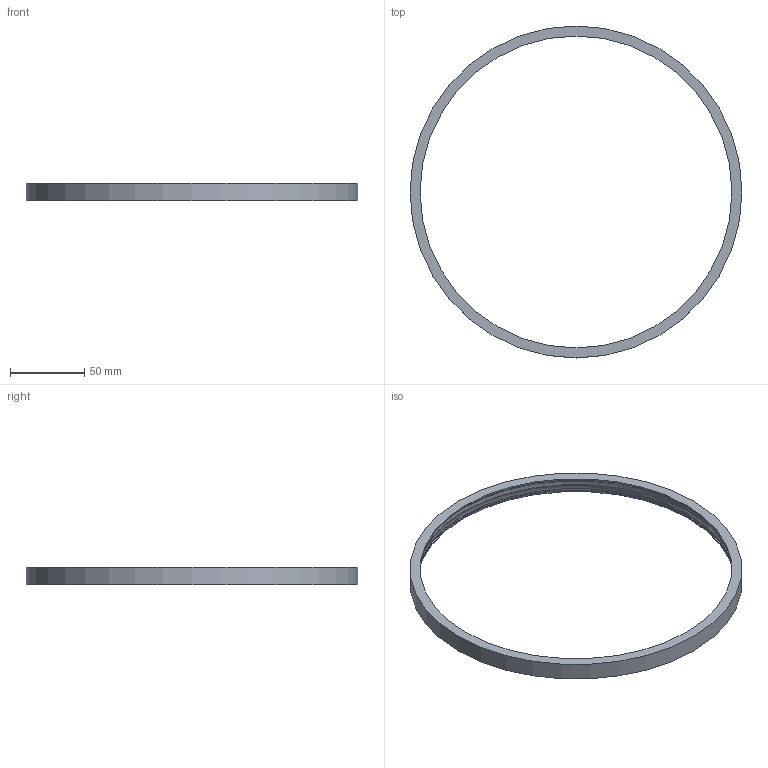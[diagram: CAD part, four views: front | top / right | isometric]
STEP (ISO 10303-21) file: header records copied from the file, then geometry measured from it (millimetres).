
FILE_DESCRIPTION(/* description */ (''),/* implementation_level */ '2;1');
FILE_NAME(/* name */ 'Ayva 5L Lock-Ring Pail Lid Lock-Ring.step',/* time_stamp */ '2023-10-30T15:58:51+11:00',/* author */ (''),/* organization */ (''),/* preprocessor_version */ 'ST-DEVELOPER v20',/* originating_system */ 'Autodesk Translation Framework v12.14.0.127',/* authorisation */ '');
FILE_SCHEMA (('AUTOMOTIVE_DESIGN { 1 0 10303 214 3 1 1 }'));
Length unit declared in the file: millimetre
Products named in the file (1): Ayva 5L Lock-Ring Pail Lid Lock-Ring
Bounding box: 223.5 x 223.5 x 12 mm (x, y, z)
Volume: 41858.3 mm3; surface area: 25114.3 mm2
Topology: 1 solids, 1 shells, 10 faces, 20 edges, 12 vertices
Faces by surface type: cylinder 5, cone 2, plane 2, torus 1
Full cylindrical faces by diameter (mm): 209.954 x1, 213.31 x1, 214 x1, 215 x1, 223.5 x1
Entity records: 302 total; most frequent: DIRECTION 55, CARTESIAN_POINT 43, ORIENTED_EDGE 40, AXIS2_PLACEMENT_3D 24, EDGE_CURVE 20, CIRCLE 13, EDGE_LOOP 12, VERTEX_POINT 12
